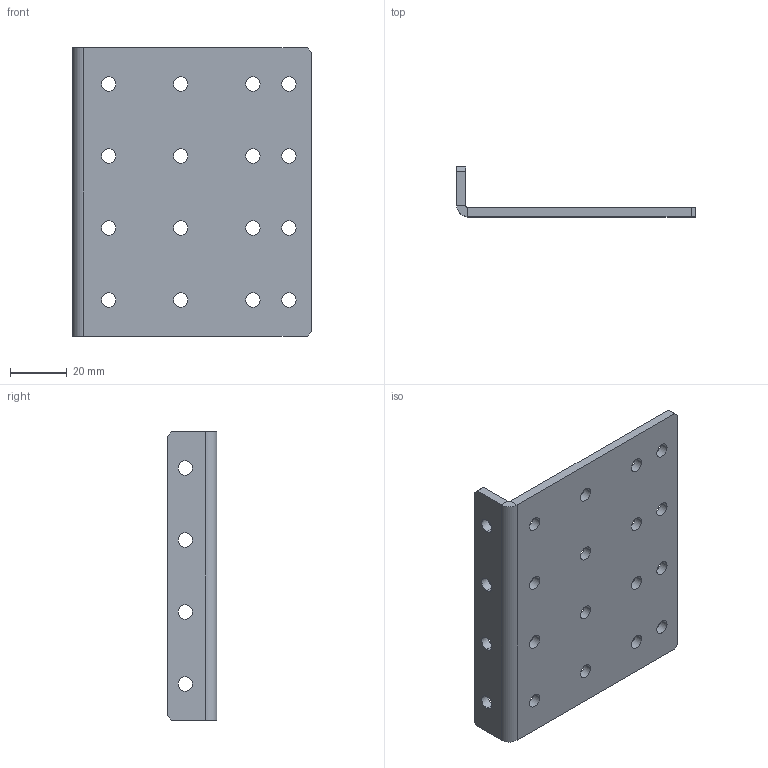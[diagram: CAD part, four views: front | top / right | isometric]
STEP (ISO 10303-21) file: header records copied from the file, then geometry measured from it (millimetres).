
FILE_DESCRIPTION (( 'STEP AP214' ), '1' );
FILE_NAME ('am-2794 L Bracket Plate.STEP', '2014-02-13T20:01:57', ( '' ), ( '' ), 'SwSTEP 2.0', 'SolidWorks 2010', '' );
FILE_SCHEMA (( 'AUTOMOTIVE_DESIGN' ));
Length unit declared in the file: inch
Products named in the file (1): am-2794 L Bracket Plate
Bounding box: 84.14 x 17.46 x 101.6 mm (x, y, z)
Volume: 30122.9 mm3; surface area: 21240.9 mm2
Topology: 1 solids, 1 shells, 58 faces, 160 edges, 104 vertices
Faces by surface type: cylinder 42, plane 16
Entity records: 2004 total; most frequent: DIRECTION 362, CARTESIAN_POINT 323, ORIENTED_EDGE 320, EDGE_CURVE 160, AXIS2_PLACEMENT_3D 143, VERTEX_POINT 104, EDGE_LOOP 98, CIRCLE 84
